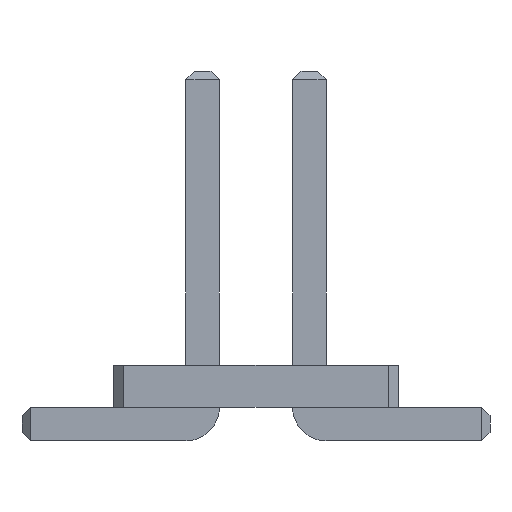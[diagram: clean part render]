
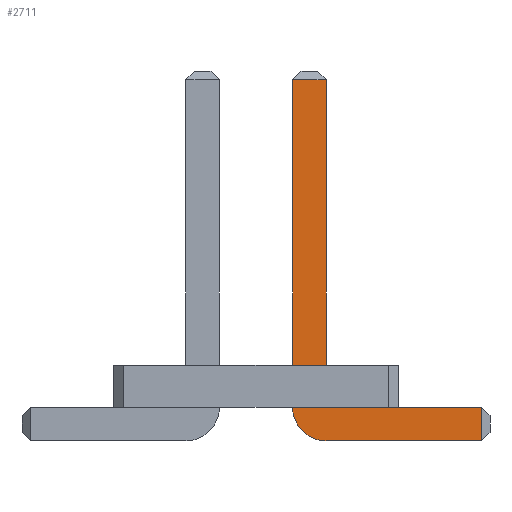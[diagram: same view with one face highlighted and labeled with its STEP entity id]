
A CAD part, front view. The second image highlights one B-rep face of the part: STEP entity #2711.
In plain terms, the highlighted planar face has unit normal (0, -1, 0).
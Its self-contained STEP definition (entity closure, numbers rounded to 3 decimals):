
#67=DIRECTION('',(1.,0.,0.));
#1181=VECTOR('',#67,1.);
#1234=DIRECTION('',(-1.,0.,0.));
#2345=VECTOR('',#1234,1.);
#2520=DIRECTION('',(-0.,1.,0.));
#2521=DIRECTION('',(0.,0.,-1.));
#2528=VECTOR('',#2529,1.);
#2529=DIRECTION('',(0.,0.,1.));
#2540=VECTOR('',#2521,1.);
#2552=DIRECTION('',(0.,1.,0.));
#2553=DIRECTION('',(1.,0.,0.));
#2560=VERTEX_POINT('',#2561);
#2561=CARTESIAN_POINT('',(2.685,-12.265,0.));
#2564=ORIENTED_EDGE('',*,*,#2565,.T.);
#2565=EDGE_CURVE('',#2560,#2566,#2568,.T.);
#2566=VERTEX_POINT('',#2567);
#2567=CARTESIAN_POINT('',(0.835,-12.265,0.));
#2568=LINE('',#2569,#2345);
#2569=CARTESIAN_POINT('',(2.785,-12.265,0.));
#2606=VERTEX_POINT('',#2607);
#2607=CARTESIAN_POINT('',(0.435,-12.265,0.4));
#2610=EDGE_CURVE('',#2566,#2606,#2611,.T.);
#2611=CIRCLE('',#2612,0.4);
#2612=AXIS2_PLACEMENT_3D('',#2613,#2520,#2521);
#2613=CARTESIAN_POINT('',(0.835,-12.265,0.4));
#2622=VERTEX_POINT('',#2613);
#2624=ORIENTED_EDGE('',*,*,#2625,.T.);
#2625=EDGE_CURVE('',#2622,#2626,#2628,.T.);
#2626=VERTEX_POINT('',#2627);
#2627=CARTESIAN_POINT('',(2.685,-12.265,0.4));
#2628=LINE('',#2613,#1181);
#2638=ORIENTED_EDGE('',*,*,#2639,.T.);
#2639=EDGE_CURVE('',#2606,#2640,#2642,.T.);
#2640=VERTEX_POINT('',#2641);
#2641=CARTESIAN_POINT('',(0.435,-12.265,4.3));
#2642=LINE('',#2643,#2528);
#2643=CARTESIAN_POINT('',(0.435,-12.265,0.));
#2656=VERTEX_POINT('',#2657);
#2657=CARTESIAN_POINT('',(0.835,-12.265,4.3));
#2659=ORIENTED_EDGE('',*,*,#2660,.T.);
#2660=EDGE_CURVE('',#2656,#2622,#2661,.T.);
#2661=LINE('',#2662,#2540);
#2662=CARTESIAN_POINT('',(0.835,-12.265,4.4));
#2711=ADVANCED_FACE('',(#2712),#2721,.F.);
#2712=FACE_BOUND('',#2713,.F.);
#2713=EDGE_LOOP('',(#2564,#2714,#2638,#2715,#2659,#2624,#2718));
#2714=ORIENTED_EDGE('',*,*,#2610,.T.);
#2715=ORIENTED_EDGE('',*,*,#2716,.T.);
#2716=EDGE_CURVE('',#2640,#2656,#2717,.T.);
#2717=LINE('',#2641,#1181);
#2718=ORIENTED_EDGE('',*,*,#2719,.T.);
#2719=EDGE_CURVE('',#2626,#2560,#2720,.T.);
#2720=LINE('',#2627,#2540);
#2721=PLANE('',#2722);
#2722=AXIS2_PLACEMENT_3D('',#2723,#2552,#2553);
#2723=CARTESIAN_POINT('',(1.032,-12.265,1.622));
